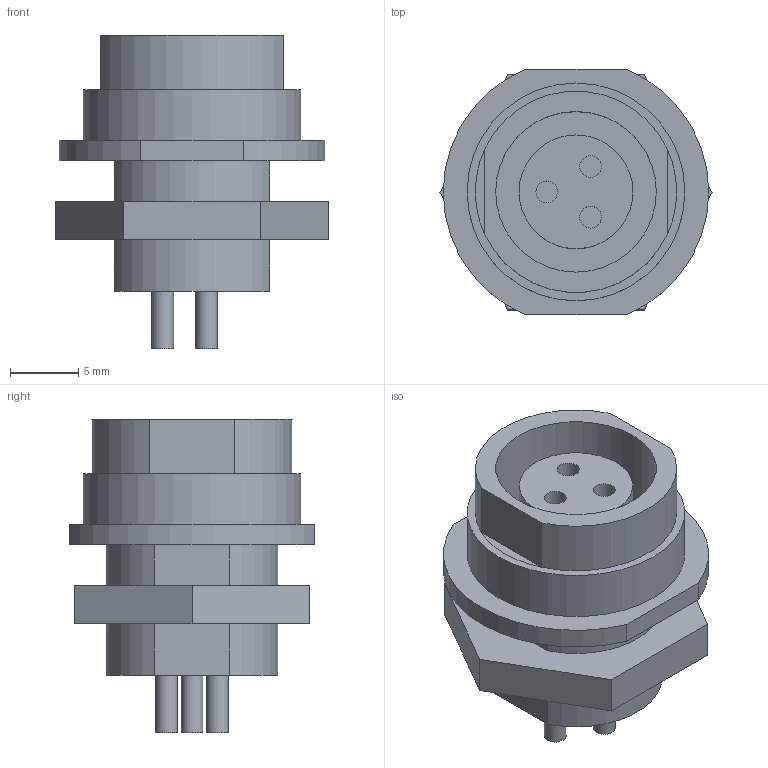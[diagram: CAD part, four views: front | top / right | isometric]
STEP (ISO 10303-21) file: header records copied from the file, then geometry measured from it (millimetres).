
FILE_DESCRIPTION(('FreeCAD Model'),'2;1');
FILE_NAME('sp1312_low_poly.step', '2015-11-19T23:14:01',('Author'),(''), 'Open CASCADE STEP processor 6.8','FreeCAD','Unknown');
FILE_SCHEMA(('AUTOMOTIVE_DESIGN_CC2 { 1 2 10303 214 -1 1 5 4 }'));
Length unit declared in the file: millimetre
Products named in the file (1): Fusion
Bounding box: 20 x 18 x 23 mm (x, y, z)
Volume: 2854.8 mm3; surface area: 2380.6 mm2
Topology: 1 solids, 1 shells, 53 faces, 105 edges, 68 vertices
Faces by surface type: plane 34, cylinder 19
Full cylindrical faces by diameter (mm): 1.6 x6, 7.7 x1, 8.36 x1, 11.8 x1, 16 x1
Entity records: 2856 total; most frequent: CARTESIAN_POINT 675, DIRECTION 414, ORIENTED_EDGE 210, PCURVE 210, DEFINITIONAL_REPRESENTATION 210, LINE 205, VECTOR 205, EDGE_CURVE 105
